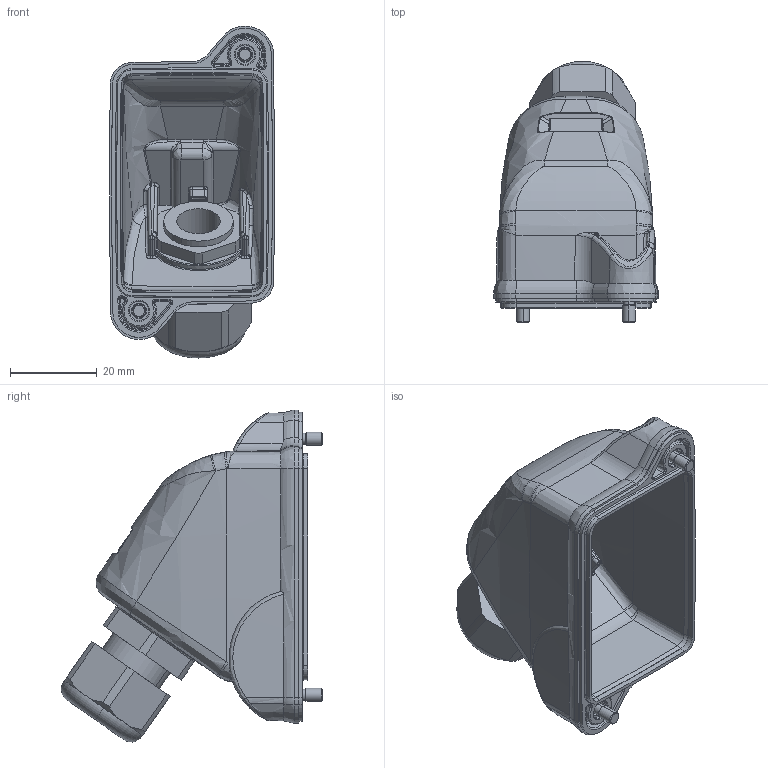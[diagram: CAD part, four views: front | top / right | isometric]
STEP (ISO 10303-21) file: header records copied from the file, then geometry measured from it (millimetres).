
FILE_DESCRIPTION((''),'2;1');
FILE_NAME('05-0042-0229','2024-08-22T16:34:17',('Beil'),(''),'CREO PARAMETRIC BY PTC INC, 2019030','CREO PARAMETRIC BY PTC INC, 2019030','');
FILE_SCHEMA(('CONFIG_CONTROL_DESIGN','SHAPE_APPEARANCE_LAYERS_GROUPS'));
Length unit declared in the file: millimetre
Products named in the file (1): 05-0042-0229
Bounding box: 37.98 x 60.2 x 76.45 mm (x, y, z)
Volume: 23987.1 mm3; surface area: 20519.2 mm2
Topology: 1 solids, 2 shells, 751 faces, 1949 edges, 1189 vertices
Faces by surface type: bspline 186, plane 168, cylinder 152, cone 126, torus 100, sphere 19
Entity records: 38244 total; most frequent: CARTESIAN_POINT 15738, ORIENTED_EDGE 3872, DIRECTION 3084, EDGE_CURVE 1936, AXIS2_PLACEMENT_3D 1262, VERTEX_POINT 1189, FILL_AREA_STYLE_COLOUR 835, FILL_AREA_STYLE 835
